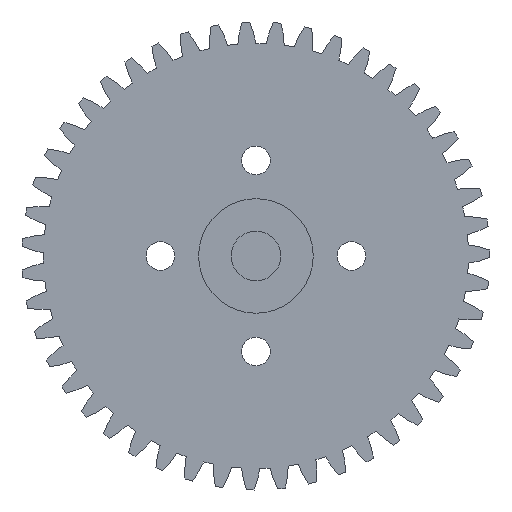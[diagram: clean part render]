
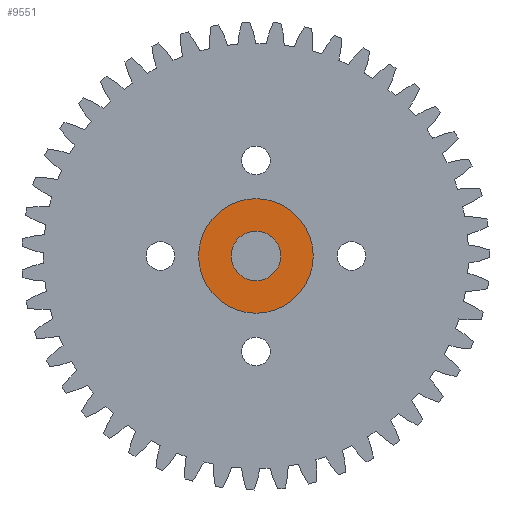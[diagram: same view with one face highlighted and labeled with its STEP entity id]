
A CAD part, left-side view. The second image highlights one B-rep face of the part: STEP entity #9551.
In plain terms, the highlighted planar face has unit normal (-1, 0, 0).
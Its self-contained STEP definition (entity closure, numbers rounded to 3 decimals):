
#9532 = EDGE_CURVE('',#9533,#9533,#9535,.T.);
#9533 = VERTEX_POINT('',#9534);
#9534 = CARTESIAN_POINT('',(113.154,80.957,
    145.161));
#9535 = CIRCLE('',#9536,6.);
#9536 = AXIS2_PLACEMENT_3D('',#9537,#9538,#9539);
#9537 = CARTESIAN_POINT('',(113.154,86.957,
    145.161));
#9538 = DIRECTION('',(-1.,0.,0.));
#9539 = DIRECTION('',(0.,-1.,0.));
#9551 = ADVANCED_FACE('',(#9552,#9555),#9566,.T.);
#9552 = FACE_BOUND('',#9553,.T.);
#9553 = EDGE_LOOP('',(#9554));
#9554 = ORIENTED_EDGE('',*,*,#9532,.T.);
#9555 = FACE_BOUND('',#9556,.T.);
#9556 = EDGE_LOOP('',(#9557));
#9557 = ORIENTED_EDGE('',*,*,#9558,.T.);
#9558 = EDGE_CURVE('',#9559,#9559,#9561,.T.);
#9559 = VERTEX_POINT('',#9560);
#9560 = CARTESIAN_POINT('',(113.154,89.557,
    145.161));
#9561 = CIRCLE('',#9562,2.6);
#9562 = AXIS2_PLACEMENT_3D('',#9563,#9564,#9565);
#9563 = CARTESIAN_POINT('',(113.154,86.957,
    145.161));
#9564 = DIRECTION('',(1.,0.,0.));
#9565 = DIRECTION('',(0.,1.,0.));
#9566 = PLANE('',#9567);
#9567 = AXIS2_PLACEMENT_3D('',#9568,#9569,#9570);
#9568 = CARTESIAN_POINT('',(113.154,86.957,
    145.161));
#9569 = DIRECTION('',(-1.,0.,0.));
#9570 = DIRECTION('',(0.,0.,-1.));
